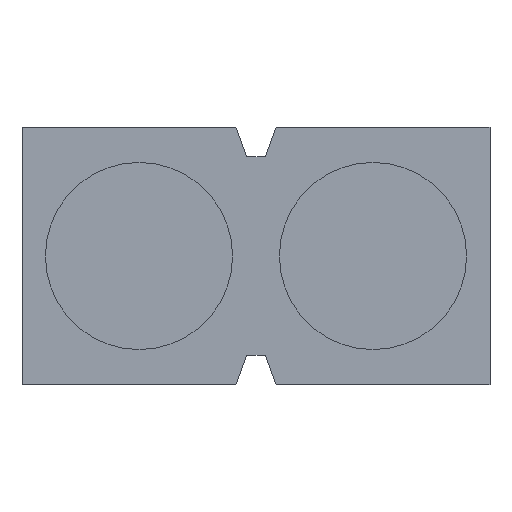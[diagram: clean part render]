
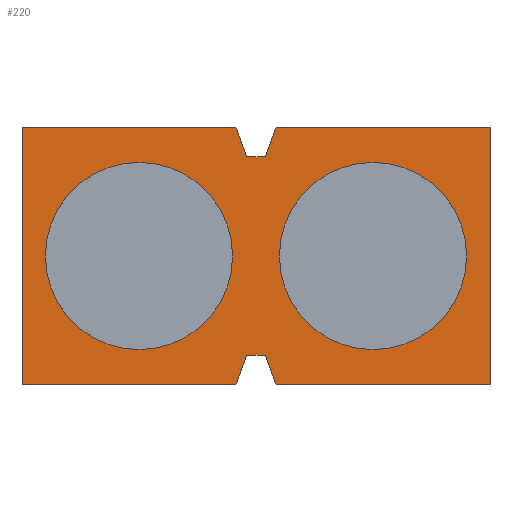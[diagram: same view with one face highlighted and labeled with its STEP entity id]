
A CAD part, front view. The second image highlights one B-rep face of the part: STEP entity #220.
In plain terms, the highlighted planar face has unit normal (0, -1, 0).
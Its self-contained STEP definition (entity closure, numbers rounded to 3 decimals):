
#220=ADVANCED_FACE('',(#442,#443,#444),#445,.F.);
#442=FACE_BOUND('',#675,.T.);
#443=FACE_BOUND('',#676,.T.);
#444=FACE_OUTER_BOUND('',#677,.T.);
#445=PLANE('',#678);
#675=EDGE_LOOP('',(#1171,#1172));
#676=EDGE_LOOP('',(#1173,#1174));
#677=EDGE_LOOP('',(#1175,#1176,#1177,#1178,#1179,#1180,#1181,#1182,#1183,#1184,#1185,#1186));
#678=AXIS2_PLACEMENT_3D('',#1187,#1188,#1189);
#1171=ORIENTED_EDGE('',*,*,#1346,.T.);
#1172=ORIENTED_EDGE('',*,*,#1348,.T.);
#1173=ORIENTED_EDGE('',*,*,#1304,.T.);
#1174=ORIENTED_EDGE('',*,*,#1351,.T.);
#1175=ORIENTED_EDGE('',*,*,#1466,.F.);
#1176=ORIENTED_EDGE('',*,*,#1417,.F.);
#1177=ORIENTED_EDGE('',*,*,#1477,.F.);
#1178=ORIENTED_EDGE('',*,*,#1366,.F.);
#1179=ORIENTED_EDGE('',*,*,#1400,.F.);
#1180=ORIENTED_EDGE('',*,*,#1478,.F.);
#1181=ORIENTED_EDGE('',*,*,#1403,.F.);
#1182=ORIENTED_EDGE('',*,*,#1479,.T.);
#1183=ORIENTED_EDGE('',*,*,#1469,.F.);
#1184=ORIENTED_EDGE('',*,*,#1480,.F.);
#1185=ORIENTED_EDGE('',*,*,#1463,.F.);
#1186=ORIENTED_EDGE('',*,*,#1427,.F.);
#1187=CARTESIAN_POINT('',(-1.06,0.,0.));
#1188=DIRECTION('',(-0.0,1.0,0.));
#1189=DIRECTION('',(1.0,0.0,0.0));
#1304=EDGE_CURVE('',#1528,#1532,#1534,.T.);
#1346=EDGE_CURVE('',#1600,#1604,#1606,.T.);
#1348=EDGE_CURVE('',#1604,#1600,#1608,.T.);
#1351=EDGE_CURVE('',#1532,#1528,#1611,.T.);
#1366=EDGE_CURVE('',#1633,#1635,#1636,.T.);
#1400=EDGE_CURVE('',#1683,#1633,#1685,.T.);
#1403=EDGE_CURVE('',#1687,#1689,#1690,.T.);
#1417=EDGE_CURVE('',#1708,#1706,#1710,.T.);
#1427=EDGE_CURVE('',#1723,#1725,#1726,.T.);
#1463=EDGE_CURVE('',#1725,#1768,#1769,.T.);
#1466=EDGE_CURVE('',#1706,#1723,#1772,.T.);
#1469=EDGE_CURVE('',#1774,#1776,#1777,.T.);
#1477=EDGE_CURVE('',#1635,#1708,#1785,.T.);
#1478=EDGE_CURVE('',#1689,#1683,#1786,.T.);
#1479=EDGE_CURVE('',#1687,#1776,#1787,.T.);
#1480=EDGE_CURVE('',#1768,#1774,#1788,.T.);
#1528=VERTEX_POINT('',#1842);
#1532=VERTEX_POINT('',#1847);
#1534=CIRCLE('',#1850,0.8);
#1600=VERTEX_POINT('',#1934);
#1604=VERTEX_POINT('',#1939);
#1606=CIRCLE('',#1942,0.8);
#1608=CIRCLE('',#1944,0.8);
#1611=CIRCLE('',#1947,0.8);
#1633=VERTEX_POINT('',#1971);
#1635=VERTEX_POINT('',#1974);
#1636=LINE('',#1975,#1976);
#1683=VERTEX_POINT('',#2032);
#1685=LINE('',#2035,#2036);
#1687=VERTEX_POINT('',#2038);
#1689=VERTEX_POINT('',#2041);
#1690=LINE('',#2042,#2043);
#1706=VERTEX_POINT('',#2062);
#1708=VERTEX_POINT('',#2065);
#1710=LINE('',#2068,#2069);
#1723=VERTEX_POINT('',#2084);
#1725=VERTEX_POINT('',#2087);
#1726=LINE('',#2088,#2089);
#1768=VERTEX_POINT('',#2138);
#1769=LINE('',#2139,#2140);
#1772=LINE('',#2144,#2145);
#1774=VERTEX_POINT('',#2147);
#1776=VERTEX_POINT('',#2150);
#1777=LINE('',#2151,#2152);
#1785=LINE('',#2161,#2162);
#1786=LINE('',#2163,#2164);
#1787=LINE('',#2165,#2166);
#1788=LINE('',#2167,#2168);
#1842=CARTESIAN_POINT('',(-1.8,0.0,0.0));
#1847=CARTESIAN_POINT('',(-0.2,0.,0.));
#1850=AXIS2_PLACEMENT_3D('',#2219,#2220,#2221);
#1934=CARTESIAN_POINT('',(0.2,0.0,0.0));
#1939=CARTESIAN_POINT('',(1.8,0.,0.));
#1942=AXIS2_PLACEMENT_3D('',#2284,#2285,#2286);
#1944=AXIS2_PLACEMENT_3D('',#2287,#2288,#2289);
#1947=AXIS2_PLACEMENT_3D('',#2293,#2294,#2295);
#1971=CARTESIAN_POINT('',(2.,0.,-1.1));
#1974=CARTESIAN_POINT('',(0.171,0.,-1.1));
#1975=CARTESIAN_POINT('',(2.,0.,-1.1));
#1976=VECTOR('',#2323,1.0);
#2032=CARTESIAN_POINT('',(2.,0.,1.1));
#2035=CARTESIAN_POINT('',(2.,0.,1.1));
#2036=VECTOR('',#2373,1.0);
#2038=CARTESIAN_POINT('',(0.08,0.,0.85));
#2041=CARTESIAN_POINT('',(0.171,0.,1.1));
#2042=CARTESIAN_POINT('',(0.08,0.,0.85));
#2043=VECTOR('',#2375,1.0);
#2062=CARTESIAN_POINT('',(-0.08,0.,-0.85));
#2065=CARTESIAN_POINT('',(0.08,0.,-0.85));
#2068=CARTESIAN_POINT('',(0.08,0.,-0.85));
#2069=VECTOR('',#2393,1.0);
#2084=CARTESIAN_POINT('',(-0.171,0.,-1.1));
#2087=CARTESIAN_POINT('',(-2.,0.,-1.1));
#2088=CARTESIAN_POINT('',(-0.171,0.,-1.1));
#2089=VECTOR('',#2406,1.0);
#2138=CARTESIAN_POINT('',(-2.,0.,1.1));
#2139=CARTESIAN_POINT('',(-2.,0.,-1.1));
#2140=VECTOR('',#2459,1.0);
#2144=CARTESIAN_POINT('',(-0.08,0.,-0.85));
#2145=VECTOR('',#2461,1.0);
#2147=CARTESIAN_POINT('',(-0.171,0.,1.1));
#2150=CARTESIAN_POINT('',(-0.08,0.,0.85));
#2151=CARTESIAN_POINT('',(-0.171,0.,1.1));
#2152=VECTOR('',#2463,1.0);
#2161=CARTESIAN_POINT('',(0.171,0.,-1.1));
#2162=VECTOR('',#2465,1.0);
#2163=CARTESIAN_POINT('',(0.171,0.,1.1));
#2164=VECTOR('',#2466,1.0);
#2165=CARTESIAN_POINT('',(0.08,0.,0.85));
#2166=VECTOR('',#2467,1.0);
#2167=CARTESIAN_POINT('',(-2.,0.,1.1));
#2168=VECTOR('',#2468,1.0);
#2219=CARTESIAN_POINT('',(-1.0,0.0,0.0));
#2220=DIRECTION('',(0.0,1.0,0.));
#2221=DIRECTION('',(-1.0,0.0,0.0));
#2284=CARTESIAN_POINT('',(1.0,0.0,0.0));
#2285=DIRECTION('',(0.0,1.0,0.));
#2286=DIRECTION('',(-1.0,0.0,0.0));
#2287=CARTESIAN_POINT('',(1.0,0.0,0.0));
#2288=DIRECTION('',(0.0,1.0,0.));
#2289=DIRECTION('',(-1.0,0.0,0.0));
#2293=CARTESIAN_POINT('',(-1.0,0.0,0.0));
#2294=DIRECTION('',(0.0,1.0,0.));
#2295=DIRECTION('',(-1.0,0.0,0.0));
#2323=DIRECTION('',(-1.0,0.0,0.0));
#2373=DIRECTION('',(0.0,0.,-1.0));
#2375=DIRECTION('',(0.342,0.,0.94));
#2393=DIRECTION('',(-1.0,0.0,0.0));
#2406=DIRECTION('',(-1.0,0.0,0.0));
#2459=DIRECTION('',(0.0,0.,1.0));
#2461=DIRECTION('',(-0.342,0.,-0.94));
#2463=DIRECTION('',(0.342,0.,-0.94));
#2465=DIRECTION('',(-0.342,0.,0.94));
#2466=DIRECTION('',(1.0,0.0,0.0));
#2467=DIRECTION('',(-1.0,0.0,0.0));
#2468=DIRECTION('',(1.0,0.0,0.0));
